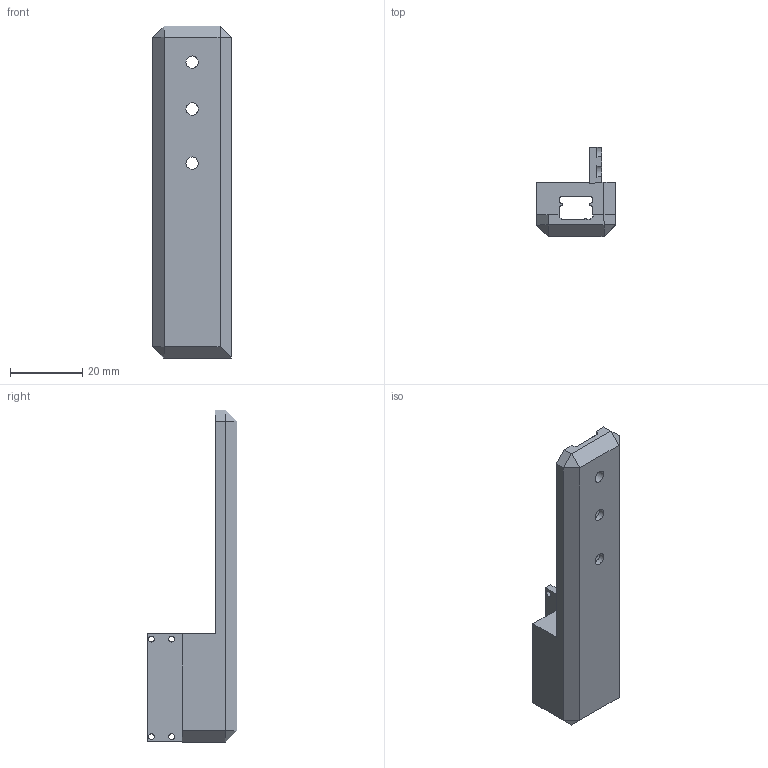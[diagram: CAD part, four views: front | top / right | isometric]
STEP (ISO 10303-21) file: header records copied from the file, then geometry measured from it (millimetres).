
FILE_DESCRIPTION(('FreeCAD Model'),'2;1');
FILE_NAME('Open CASCADE Shape Model','2023-12-18T12:51:35',(''),(''), 'Open CASCADE STEP processor 7.6','FreeCAD','Unknown');
FILE_SCHEMA(('AUTOMOTIVE_DESIGN { 1 0 10303 214 1 1 1 1 }'));
Length unit declared in the file: millimetre
Products named in the file (1): Linear actuator static mount
Bounding box: 21.87 x 24.89 x 92 mm (x, y, z)
Volume: 14778.3 mm3; surface area: 7730.6 mm2
Topology: 1 solids, 1 shells, 103 faces, 293 edges, 187 vertices
Faces by surface type: plane 57, cylinder 46
Full cylindrical faces by diameter (mm): 1.6 x4, 3.4 x3, 8.89 x2
Entity records: 7154 total; most frequent: CARTESIAN_POINT 1674, DIRECTION 931, ORIENTED_EDGE 586, PCURVE 586, DEFINITIONAL_REPRESENTATION 586, LINE 447, VECTOR 447, EDGE_CURVE 293
